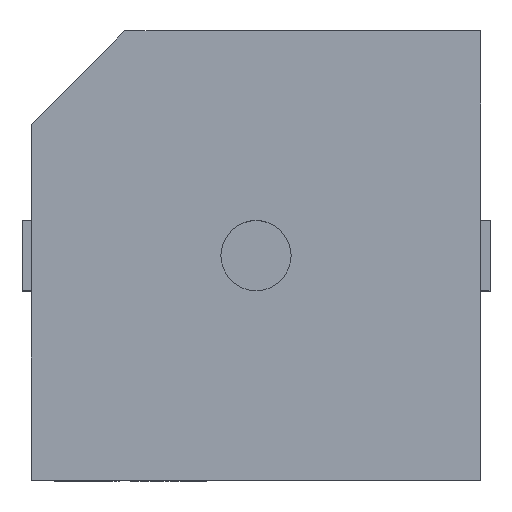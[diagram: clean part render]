
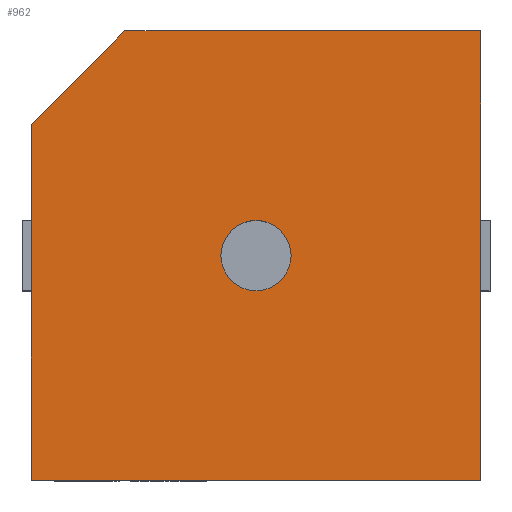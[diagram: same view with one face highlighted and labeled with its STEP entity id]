
A CAD part, top view. The second image highlights one B-rep face of the part: STEP entity #962.
In plain terms, the highlighted planar face has unit normal (0, 0, 1).
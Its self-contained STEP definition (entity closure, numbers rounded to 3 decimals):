
#236 = DIRECTION ( 'NONE',  ( 1., 0., 0. ) ) ;
#314 = LINE ( 'NONE', #9665, #1856 ) ;
#414 = ORIENTED_EDGE ( 'NONE', *, *, #4775, .T. ) ;
#761 = ORIENTED_EDGE ( 'NONE', *, *, #7377, .T. ) ;
#846 = DIRECTION ( 'NONE',  ( 0., 0., -1. ) ) ;
#851 = CARTESIAN_POINT ( 'NONE',  ( -4.8, -4.8, 4.75 ) ) ;
#962 = ADVANCED_FACE ( 'NONE', ( #1992, #12562 ), #6760, .F. ) ;
#1189 = EDGE_CURVE ( 'NONE', #14993, #1670, #11182, .T. ) ;
#1373 = CIRCLE ( 'NONE', #6515, 0.75 ) ;
#1670 = VERTEX_POINT ( 'NONE', #5271 ) ;
#1856 = VECTOR ( 'NONE', #236, 1000. ) ;
#1992 = FACE_BOUND ( 'NONE', #10084, .T. ) ;
#2128 = DIRECTION ( 'NONE',  ( 0., -1., 0. ) ) ;
#2154 = ORIENTED_EDGE ( 'NONE', *, *, #9314, .F. ) ;
#2439 = VERTEX_POINT ( 'NONE', #13840 ) ;
#3142 = VERTEX_POINT ( 'NONE', #3539 ) ;
#3213 = CARTESIAN_POINT ( 'NONE',  ( -4.8, 2.8, 4.75 ) ) ;
#3539 = CARTESIAN_POINT ( 'NONE',  ( 4.8, 4.8, 4.75 ) ) ;
#4254 = CARTESIAN_POINT ( 'NONE',  ( -2.8, 4.8, 4.75 ) ) ;
#4714 = DIRECTION ( 'NONE',  ( 1., 0., 0. ) ) ;
#4775 = EDGE_CURVE ( 'NONE', #3142, #14993, #14721, .T. ) ;
#4926 = CARTESIAN_POINT ( 'NONE',  ( 4.8, -4.8, 4.75 ) ) ;
#4937 = AXIS2_PLACEMENT_3D ( 'NONE', #5077, #11872, #14304 ) ;
#5077 = CARTESIAN_POINT ( 'NONE',  ( 0., 0., 4.75 ) ) ;
#5271 = CARTESIAN_POINT ( 'NONE',  ( -4.8, 2.8, 4.75 ) ) ;
#5743 = ORIENTED_EDGE ( 'NONE', *, *, #5763, .T. ) ;
#5763 = EDGE_CURVE ( 'NONE', #1670, #12141, #15099, .T. ) ;
#5818 = VECTOR ( 'NONE', #6156, 1000. ) ;
#5921 = CARTESIAN_POINT ( 'NONE',  ( 0., 0., 4.75 ) ) ;
#6156 = DIRECTION ( 'NONE',  ( 0., 1., 0. ) ) ;
#6433 = EDGE_CURVE ( 'NONE', #2439, #10636, #1373, .T. ) ;
#6515 = AXIS2_PLACEMENT_3D ( 'NONE', #5921, #10590, #4714 ) ;
#6572 = ORIENTED_EDGE ( 'NONE', *, *, #1189, .T. ) ;
#6604 = CARTESIAN_POINT ( 'NONE',  ( 0., 0., 4.75 ) ) ;
#6760 = PLANE ( 'NONE',  #9265 ) ;
#6793 = EDGE_CURVE ( 'NONE', #12141, #9322, #314, .T. ) ;
#7377 = EDGE_CURVE ( 'NONE', #9322, #3142, #9618, .T. ) ;
#7491 = VECTOR ( 'NONE', #2128, 1000. ) ;
#7595 = CARTESIAN_POINT ( 'NONE',  ( 4.8, -4.8, 4.75 ) ) ;
#8684 = VECTOR ( 'NONE', #13580, 1000. ) ;
#8871 = CARTESIAN_POINT ( 'NONE',  ( -0.75, 0., 4.75 ) ) ;
#9265 = AXIS2_PLACEMENT_3D ( 'NONE', #6604, #846, #13648 ) ;
#9314 = EDGE_CURVE ( 'NONE', #10636, #2439, #12963, .T. ) ;
#9322 = VERTEX_POINT ( 'NONE', #4926 ) ;
#9618 = LINE ( 'NONE', #7595, #5818 ) ;
#9665 = CARTESIAN_POINT ( 'NONE',  ( -4.8, -4.8, 4.75 ) ) ;
#10084 = EDGE_LOOP ( 'NONE', ( #10595, #2154 ) ) ;
#10549 = EDGE_LOOP ( 'NONE', ( #761, #414, #6572, #5743, #14446 ) ) ;
#10590 = DIRECTION ( 'NONE',  ( 0., 0., 1. ) ) ;
#10595 = ORIENTED_EDGE ( 'NONE', *, *, #6433, .F. ) ;
#10636 = VERTEX_POINT ( 'NONE', #8871 ) ;
#11182 = LINE ( 'NONE', #3213, #15134 ) ;
#11872 = DIRECTION ( 'NONE',  ( 0., 0., 1. ) ) ;
#12141 = VERTEX_POINT ( 'NONE', #851 ) ;
#12562 = FACE_OUTER_BOUND ( 'NONE', #10549, .T. ) ;
#12963 = CIRCLE ( 'NONE', #4937, 0.75 ) ;
#13580 = DIRECTION ( 'NONE',  ( -1., 0., 0. ) ) ;
#13648 = DIRECTION ( 'NONE',  ( -1., 0., 0. ) ) ;
#13840 = CARTESIAN_POINT ( 'NONE',  ( 0.75, 0., 4.75 ) ) ;
#14304 = DIRECTION ( 'NONE',  ( 1., 0., 0. ) ) ;
#14446 = ORIENTED_EDGE ( 'NONE', *, *, #6793, .T. ) ;
#14465 = CARTESIAN_POINT ( 'NONE',  ( -2.8, 4.8, 4.75 ) ) ;
#14612 = DIRECTION ( 'NONE',  ( -0.707, -0.707, 0. ) ) ;
#14721 = LINE ( 'NONE', #4254, #8684 ) ;
#14926 = CARTESIAN_POINT ( 'NONE',  ( -4.8, -4.8, 4.75 ) ) ;
#14993 = VERTEX_POINT ( 'NONE', #14465 ) ;
#15099 = LINE ( 'NONE', #14926, #7491 ) ;
#15134 = VECTOR ( 'NONE', #14612, 1000. ) ;
